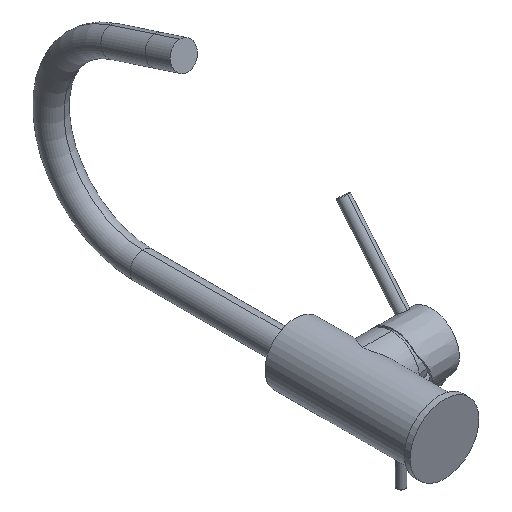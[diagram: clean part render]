
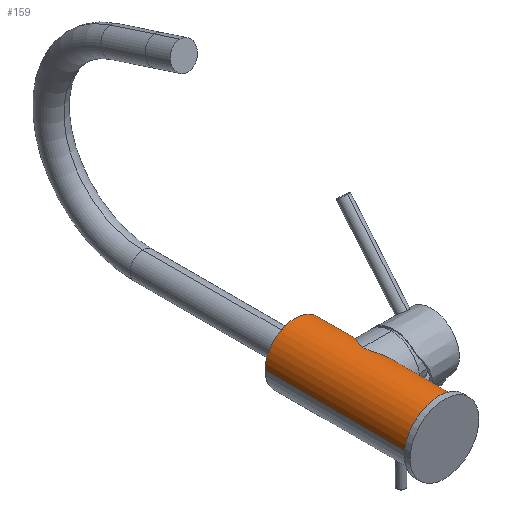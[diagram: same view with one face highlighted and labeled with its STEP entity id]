
A CAD part, isometric view. The second image highlights one B-rep face of the part: STEP entity #159.
In plain terms, the highlighted cylindrical face has radius 21 mm (diameter 42 mm), a partial arc.
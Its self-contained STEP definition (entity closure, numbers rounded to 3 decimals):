
#32=CARTESIAN_POINT('',(21.,76.,0.));
#33=CARTESIAN_POINT('',(21.,76.,0.766));
#34=CARTESIAN_POINT('',(20.919,75.893,2.304));
#35=CARTESIAN_POINT('',(20.516,75.362,4.683));
#36=CARTESIAN_POINT('',(19.892,74.52,6.845));
#37=CARTESIAN_POINT('',(19.131,73.461,8.727));
#38=CARTESIAN_POINT('',(18.372,72.36,10.208));
#39=CARTESIAN_POINT('',(17.651,71.26,11.403));
#40=CARTESIAN_POINT('',(16.936,70.107,12.436));
#41=CARTESIAN_POINT('',(16.2,68.823,13.379));
#42=CARTESIAN_POINT('',(15.486,67.44,14.196));
#43=CARTESIAN_POINT('',(14.83,65.965,14.877));
#44=CARTESIAN_POINT('',(14.269,64.404,15.413));
#45=CARTESIAN_POINT('',(13.838,62.727,15.798));
#46=CARTESIAN_POINT('',(13.599,60.98,16.002));
#47=CARTESIAN_POINT('',(13.586,59.223,16.014));
#48=CARTESIAN_POINT('',(13.801,57.461,15.83));
#49=CARTESIAN_POINT('',(14.219,55.758,15.459));
#50=CARTESIAN_POINT('',(14.776,54.168,14.93));
#51=CARTESIAN_POINT('',(15.436,52.664,14.251));
#52=CARTESIAN_POINT('',(16.156,51.256,13.432));
#53=CARTESIAN_POINT('',(16.903,49.948,12.482));
#54=CARTESIAN_POINT('',(17.627,48.777,11.44));
#55=CARTESIAN_POINT('',(18.356,47.664,10.237));
#56=CARTESIAN_POINT('',(19.123,46.551,8.746));
#57=CARTESIAN_POINT('',(19.889,45.483,6.853));
#58=CARTESIAN_POINT('',(20.516,44.638,4.685));
#59=CARTESIAN_POINT('',(20.919,44.106,2.301));
#60=CARTESIAN_POINT('',(21.,44.,0.765));
#61=CARTESIAN_POINT('',(21.,44.,0.));
#63=CARTESIAN_POINT('',(0.,0.,0.));
#64=DIRECTION('',(0.,-1.,0.));
#65=DIRECTION('',(1.,0.,0.));
#66=AXIS2_PLACEMENT_3D('',#63,#64,#65);
#103=DIRECTION('',(0.,1.,0.));
#104=VECTOR('',#103,24.);
#105=CARTESIAN_POINT('',(21.,76.,0.));
#106=LINE('',#105,#104);
#107=DIRECTION('',(0.,1.,0.));
#108=VECTOR('',#107,100.);
#109=CARTESIAN_POINT('',(-21.,0.,0.));
#110=LINE('',#109,#108);
#116=DIRECTION('',(0.,1.,0.));
#117=VECTOR('',#116,44.);
#118=CARTESIAN_POINT('',(21.,0.,0.));
#119=LINE('',#118,#117);
#120=CARTESIAN_POINT('',(0.,100.,0.));
#121=DIRECTION('',(0.,-1.,0.));
#122=DIRECTION('',(1.,0.,0.));
#123=AXIS2_PLACEMENT_3D('',#120,#121,#122);
#130=CARTESIAN_POINT('',(-21.,0.,0.));
#131=CARTESIAN_POINT('',(-21.,100.,0.));
#132=VERTEX_POINT('',#130);
#133=VERTEX_POINT('',#131);
#134=CARTESIAN_POINT('',(21.,0.,0.));
#135=VERTEX_POINT('',#134);
#136=CARTESIAN_POINT('',(21.,100.,0.));
#137=VERTEX_POINT('',#136);
#138=VERTEX_POINT('',#61);
#139=VERTEX_POINT('',#32);
#140=CARTESIAN_POINT('',(0.,105.,0.));
#141=DIRECTION('',(0.,-1.,0.));
#142=DIRECTION('',(-1.,0.,0.));
#143=AXIS2_PLACEMENT_3D('',#140,#141,#142);
#144=CYLINDRICAL_SURFACE('',#143,21.);
#146=ORIENTED_EDGE('',*,*,#145,.T.);
#148=ORIENTED_EDGE('',*,*,#147,.F.);
#150=ORIENTED_EDGE('',*,*,#149,.T.);
#152=ORIENTED_EDGE('',*,*,#151,.T.);
#154=ORIENTED_EDGE('',*,*,#153,.F.);
#156=ORIENTED_EDGE('',*,*,#155,.F.);
#157=EDGE_LOOP('',(#146,#148,#150,#152,#154,#156));
#158=FACE_OUTER_BOUND('',#157,.F.);
#159=ADVANCED_FACE('',(#158),#144,.T.);
#62=B_SPLINE_CURVE_WITH_KNOTS('',3,(#32,#33,#34,#35,#36,#37,#38,#39,#40,#41,#42,
#43,#44,#45,#46,#47,#48,#49,#50,#51,#52,#53,#54,#55,#56,#57,#58,#59,#60,#61),
.UNSPECIFIED.,.F.,.F.,(4,1,1,1,1,1,1,1,1,1,1,1,1,1,1,1,1,1,1,1,1,1,1,1,1,1,1,4),
(0.,0.037,0.074,0.111,0.148,
0.185,0.222,0.259,0.296,
0.333,0.37,0.407,0.444,
0.481,0.519,0.556,0.593,
0.63,0.667,0.704,0.741,
0.778,0.815,0.852,0.889,
0.926,0.963,1.),.UNSPECIFIED.);
#67=CIRCLE('',#66,21.);
#124=CIRCLE('',#123,21.);
#145=EDGE_CURVE('',#139,#138,#62,.T.);
#147=EDGE_CURVE('',#135,#138,#119,.T.);
#149=EDGE_CURVE('',#135,#132,#67,.T.);
#151=EDGE_CURVE('',#132,#133,#110,.T.);
#153=EDGE_CURVE('',#137,#133,#124,.T.);
#155=EDGE_CURVE('',#139,#137,#106,.T.);
